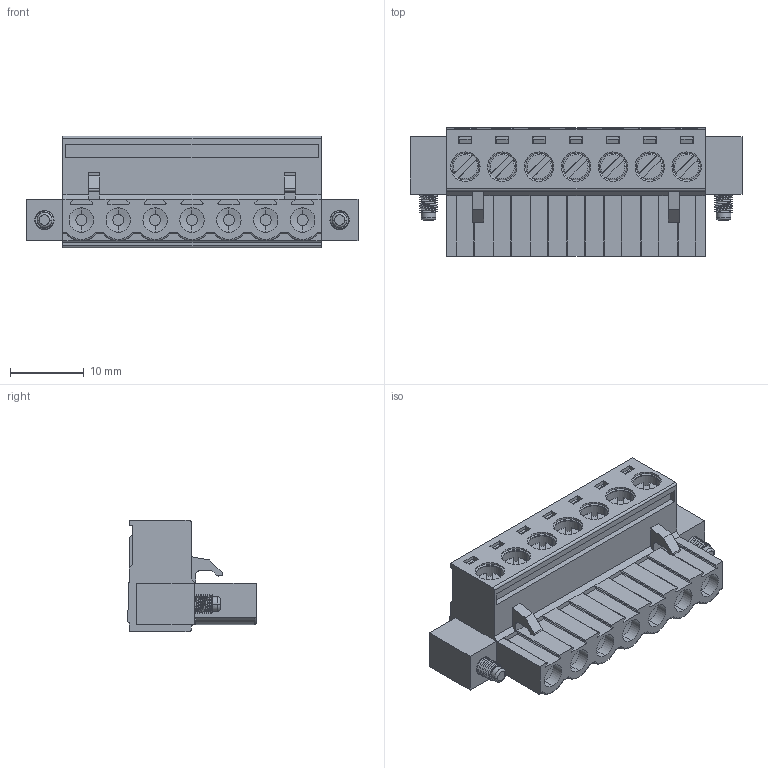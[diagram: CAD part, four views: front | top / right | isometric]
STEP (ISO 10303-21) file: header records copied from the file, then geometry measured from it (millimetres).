
FILE_DESCRIPTION (( 'STEP AP214' ), '1' );
FILE_NAME ('2EDGKM-5.0-07P-14-00AH.STEP', '2021-03-09T20:27:04', ( '' ), ( '' ), 'SwSTEP 2.0', 'SolidWorks 2020', '' );
FILE_SCHEMA (( 'AUTOMOTIVE_DESIGN' ));
Length unit declared in the file: millimetre
Products named in the file (1): 2EDGKM-5.0-07P-14-00AH
Bounding box: 45 x 17.4 x 15.1 mm (x, y, z)
Volume: 5334.7 mm3; surface area: 5221 mm2
Topology: 1 solids, 1 shells, 1025 faces, 2598 edges, 1674 vertices
Faces by surface type: plane 653, cylinder 151, bspline 114, torus 75, cone 32
Entity records: 43674 total; most frequent: CARTESIAN_POINT 14116, ORIENTED_EDGE 5194, DIRECTION 4521, EDGE_CURVE 2597, VECTOR 1785, LINE 1785, VERTEX_POINT 1672, AXIS2_PLACEMENT_3D 1368
